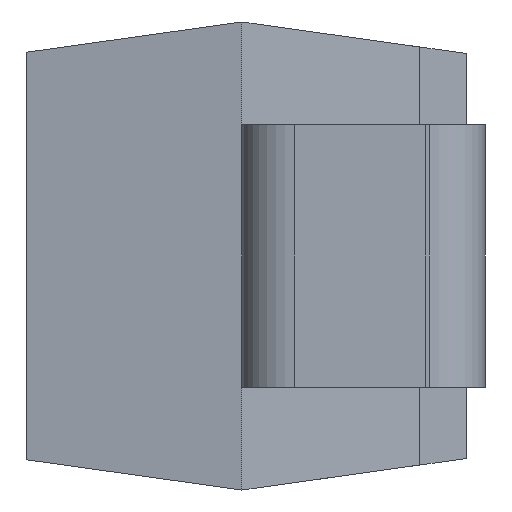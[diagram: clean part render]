
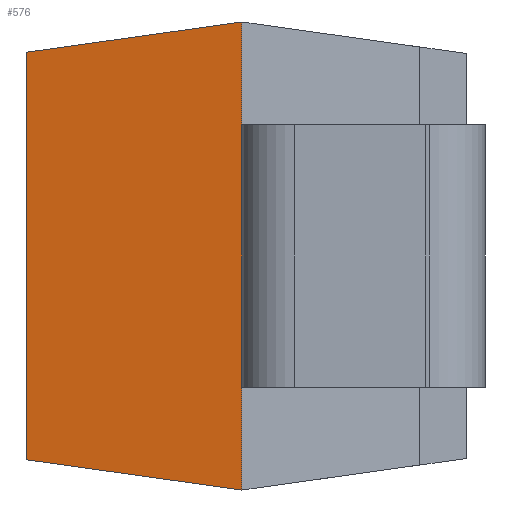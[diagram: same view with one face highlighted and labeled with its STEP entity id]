
A CAD part, left-side view. The second image highlights one B-rep face of the part: STEP entity #576.
In plain terms, the highlighted planar face has unit normal (-0.99, 0.139, 0).
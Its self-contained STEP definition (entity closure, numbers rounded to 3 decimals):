
#41 = VERTEX_POINT ( 'NONE', #304 ) ;
#45 = PLANE ( 'NONE',  #644 ) ;
#49 = DIRECTION ( 'NONE',  ( 0.99, -0.139, 0. ) ) ;
#219 = ORIENTED_EDGE ( 'NONE', *, *, #1366, .T. ) ;
#304 = CARTESIAN_POINT ( 'NONE',  ( -2.038, 2.45, -1.088 ) ) ;
#311 = LINE ( 'NONE', #1642, #1780 ) ;
#368 = VERTEX_POINT ( 'NONE', #1546 ) ;
#375 = VECTOR ( 'NONE', #1560, 1000. ) ;
#439 = CARTESIAN_POINT ( 'NONE',  ( -2.038, 2.45, 1.25 ) ) ;
#508 = ORIENTED_EDGE ( 'NONE', *, *, #565, .T. ) ;
#555 = LINE ( 'NONE', #439, #645 ) ;
#565 = EDGE_CURVE ( 'NONE', #41, #1024, #806, .T. ) ;
#570 = CARTESIAN_POINT ( 'NONE',  ( -2.2, 1.3, -1.25 ) ) ;
#576 = ADVANCED_FACE ( 'NONE', ( #880 ), #45, .F. ) ;
#606 = CARTESIAN_POINT ( 'NONE',  ( -2.2, 1.3, 1.25 ) ) ;
#644 = AXIS2_PLACEMENT_3D ( 'NONE', #1704, #49, #706 ) ;
#645 = VECTOR ( 'NONE', #1692, 1000. ) ;
#706 = DIRECTION ( 'NONE',  ( 0.139, 0.99, 0. ) ) ;
#707 = CARTESIAN_POINT ( 'NONE',  ( -2.2, 1.3, 1.25 ) ) ;
#726 = CARTESIAN_POINT ( 'NONE',  ( -2.152, 1.638, -1.202 ) ) ;
#806 = LINE ( 'NONE', #726, #375 ) ;
#809 = DIRECTION ( 'NONE',  ( 0., 0., -1. ) ) ;
#880 = FACE_OUTER_BOUND ( 'NONE', #1257, .T. ) ;
#898 = VECTOR ( 'NONE', #809, 1000. ) ;
#1024 = VERTEX_POINT ( 'NONE', #570 ) ;
#1089 = ORIENTED_EDGE ( 'NONE', *, *, #1553, .T. ) ;
#1106 = LINE ( 'NONE', #707, #898 ) ;
#1185 = ORIENTED_EDGE ( 'NONE', *, *, #1521, .F. ) ;
#1257 = EDGE_LOOP ( 'NONE', ( #1185, #219, #1089, #508 ) ) ;
#1366 = EDGE_CURVE ( 'NONE', #1614, #368, #311, .T. ) ;
#1501 = DIRECTION ( 'NONE',  ( 0.138, 0.981, -0.138 ) ) ;
#1521 = EDGE_CURVE ( 'NONE', #1614, #1024, #1106, .T. ) ;
#1546 = CARTESIAN_POINT ( 'NONE',  ( -2.038, 2.45, 1.088 ) ) ;
#1553 = EDGE_CURVE ( 'NONE', #368, #41, #555, .T. ) ;
#1560 = DIRECTION ( 'NONE',  ( -0.138, -0.981, -0.138 ) ) ;
#1614 = VERTEX_POINT ( 'NONE', #606 ) ;
#1642 = CARTESIAN_POINT ( 'NONE',  ( -2.2, 1.3, 1.25 ) ) ;
#1692 = DIRECTION ( 'NONE',  ( 0., 0., -1. ) ) ;
#1704 = CARTESIAN_POINT ( 'NONE',  ( -2.2, 1.3, 1.25 ) ) ;
#1780 = VECTOR ( 'NONE', #1501, 1000. ) ;
